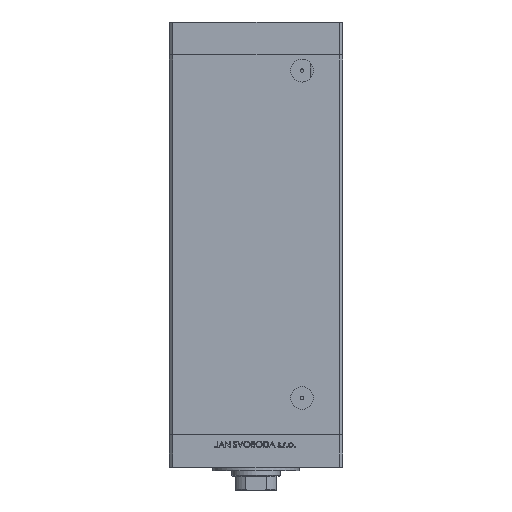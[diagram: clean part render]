
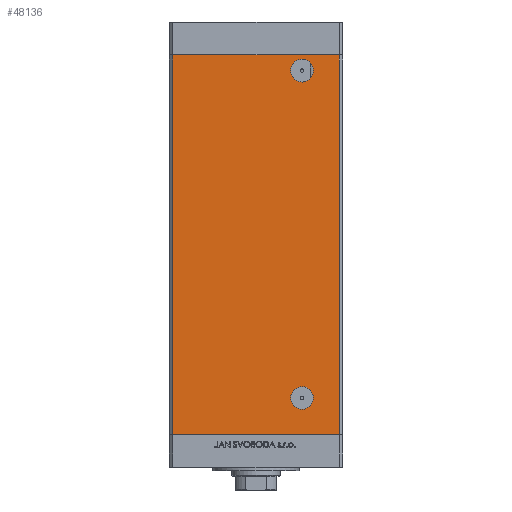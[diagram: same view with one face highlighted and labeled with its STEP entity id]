
A CAD part, front view. The second image highlights one B-rep face of the part: STEP entity #48136.
In plain terms, the highlighted planar face has unit normal (0, -1, 0).
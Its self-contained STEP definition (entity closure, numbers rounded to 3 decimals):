
#129 = ORIENTED_EDGE ( 'NONE', *, *, #38711, .T. ) ;
#1657 = CARTESIAN_POINT ( 'NONE',  ( -48., -43.5, 218.5 ) ) ;
#2842 = CARTESIAN_POINT ( 'NONE',  ( 26.5, -43.5, 27.58 ) ) ;
#3090 = AXIS2_PLACEMENT_3D ( 'NONE', #1657, #39638, #28749 ) ;
#3595 = ORIENTED_EDGE ( 'NONE', *, *, #34586, .F. ) ;
#3774 = DIRECTION ( 'NONE',  ( 0., 0., -1. ) ) ;
#3775 = DIRECTION ( 'NONE',  ( 0., 0., -1. ) ) ;
#3923 = LINE ( 'NONE', #15276, #18793 ) ;
#4721 = FACE_BOUND ( 'NONE', #16023, .T. ) ;
#4773 = EDGE_CURVE ( 'NONE', #34386, #8185, #10298, .T. ) ;
#4859 = CARTESIAN_POINT ( 'NONE',  ( -48., -43.5, 218.5 ) ) ;
#5468 = PLANE ( 'NONE',  #3090 ) ;
#5597 = CARTESIAN_POINT ( 'NONE',  ( 26.5, -43.5, 202.92 ) ) ;
#6125 = CARTESIAN_POINT ( 'NONE',  ( 48., -43.5, 218.5 ) ) ;
#6177 = EDGE_LOOP ( 'NONE', ( #16716, #16652 ) ) ;
#6861 = VERTEX_POINT ( 'NONE', #39514 ) ;
#7618 = CIRCLE ( 'NONE', #35947, 6.58 ) ;
#8185 = VERTEX_POINT ( 'NONE', #23460 ) ;
#9079 = AXIS2_PLACEMENT_3D ( 'NONE', #19945, #16131, #3774 ) ;
#9172 = EDGE_LOOP ( 'NONE', ( #29160, #3595, #20697, #11629 ) ) ;
#10298 = LINE ( 'NONE', #42200, #23578 ) ;
#10519 = EDGE_CURVE ( 'NONE', #38990, #30530, #21359, .T. ) ;
#11629 = ORIENTED_EDGE ( 'NONE', *, *, #4773, .T. ) ;
#14742 = CIRCLE ( 'NONE', #9079, 6.58 ) ;
#15084 = EDGE_CURVE ( 'NONE', #8185, #15524, #26118, .T. ) ;
#15276 = CARTESIAN_POINT ( 'NONE',  ( 48., -43.5, 218.5 ) ) ;
#15524 = VERTEX_POINT ( 'NONE', #35147 ) ;
#16023 = EDGE_LOOP ( 'NONE', ( #36748, #129 ) ) ;
#16131 = DIRECTION ( 'NONE',  ( 0., 1., 0. ) ) ;
#16390 = VERTEX_POINT ( 'NONE', #5597 ) ;
#16483 = DIRECTION ( 'NONE',  ( 1., 0., 0. ) ) ;
#16652 = ORIENTED_EDGE ( 'NONE', *, *, #39198, .F. ) ;
#16716 = ORIENTED_EDGE ( 'NONE', *, *, #10519, .F. ) ;
#17712 = EDGE_CURVE ( 'NONE', #34386, #29195, #39533, .T. ) ;
#18793 = VECTOR ( 'NONE', #29990, 1000. ) ;
#18939 = AXIS2_PLACEMENT_3D ( 'NONE', #45419, #33990, #29958 ) ;
#19945 = CARTESIAN_POINT ( 'NONE',  ( 26.5, -43.5, 209.5 ) ) ;
#20697 = ORIENTED_EDGE ( 'NONE', *, *, #17712, .F. ) ;
#21359 = CIRCLE ( 'NONE', #47249, 6.58 ) ;
#23460 = CARTESIAN_POINT ( 'NONE',  ( -48., -43.5, 0. ) ) ;
#23578 = VECTOR ( 'NONE', #45758, 1000. ) ;
#25493 = VECTOR ( 'NONE', #16483, 1000. ) ;
#26118 = LINE ( 'NONE', #49179, #49789 ) ;
#27853 = DIRECTION ( 'NONE',  ( 0., -1., 0. ) ) ;
#28503 = FACE_BOUND ( 'NONE', #6177, .T. ) ;
#28749 = DIRECTION ( 'NONE',  ( 0., 0., 1. ) ) ;
#29160 = ORIENTED_EDGE ( 'NONE', *, *, #15084, .T. ) ;
#29195 = VERTEX_POINT ( 'NONE', #6125 ) ;
#29958 = DIRECTION ( 'NONE',  ( 0., 0., -1. ) ) ;
#29990 = DIRECTION ( 'NONE',  ( 0., 0., -1. ) ) ;
#30067 = EDGE_CURVE ( 'NONE', #16390, #6861, #14742, .T. ) ;
#30171 = DIRECTION ( 'NONE',  ( 1., 0., 0. ) ) ;
#30530 = VERTEX_POINT ( 'NONE', #2842 ) ;
#30602 = CARTESIAN_POINT ( 'NONE',  ( 26.5, -43.5, 21. ) ) ;
#31635 = CARTESIAN_POINT ( 'NONE',  ( 26.5, -43.5, 21. ) ) ;
#33990 = DIRECTION ( 'NONE',  ( 0., 1., 0. ) ) ;
#34386 = VERTEX_POINT ( 'NONE', #39628 ) ;
#34586 = EDGE_CURVE ( 'NONE', #29195, #15524, #3923, .T. ) ;
#35147 = CARTESIAN_POINT ( 'NONE',  ( 48., -43.5, 0. ) ) ;
#35947 = AXIS2_PLACEMENT_3D ( 'NONE', #31635, #27853, #43308 ) ;
#36748 = ORIENTED_EDGE ( 'NONE', *, *, #30067, .T. ) ;
#38711 = EDGE_CURVE ( 'NONE', #6861, #16390, #48103, .T. ) ;
#38990 = VERTEX_POINT ( 'NONE', #44376 ) ;
#39198 = EDGE_CURVE ( 'NONE', #30530, #38990, #7618, .T. ) ;
#39514 = CARTESIAN_POINT ( 'NONE',  ( 26.5, -43.5, 216.08 ) ) ;
#39533 = LINE ( 'NONE', #4859, #25493 ) ;
#39628 = CARTESIAN_POINT ( 'NONE',  ( -48., -43.5, 218.5 ) ) ;
#39638 = DIRECTION ( 'NONE',  ( 0., 1., 0. ) ) ;
#42200 = CARTESIAN_POINT ( 'NONE',  ( -48., -43.5, 218.5 ) ) ;
#43308 = DIRECTION ( 'NONE',  ( 0., 0., -1. ) ) ;
#43707 = FACE_OUTER_BOUND ( 'NONE', #9172, .T. ) ;
#44376 = CARTESIAN_POINT ( 'NONE',  ( 26.5, -43.5, 14.42 ) ) ;
#45419 = CARTESIAN_POINT ( 'NONE',  ( 26.5, -43.5, 209.5 ) ) ;
#45758 = DIRECTION ( 'NONE',  ( 0., 0., -1. ) ) ;
#46068 = DIRECTION ( 'NONE',  ( 0., -1., 0. ) ) ;
#47249 = AXIS2_PLACEMENT_3D ( 'NONE', #30602, #46068, #3775 ) ;
#48103 = CIRCLE ( 'NONE', #18939, 6.58 ) ;
#48136 = ADVANCED_FACE ( 'NONE', ( #28503, #43707, #4721 ), #5468, .F. ) ;
#49179 = CARTESIAN_POINT ( 'NONE',  ( -48., -43.5, 0. ) ) ;
#49789 = VECTOR ( 'NONE', #30171, 1000. ) ;
